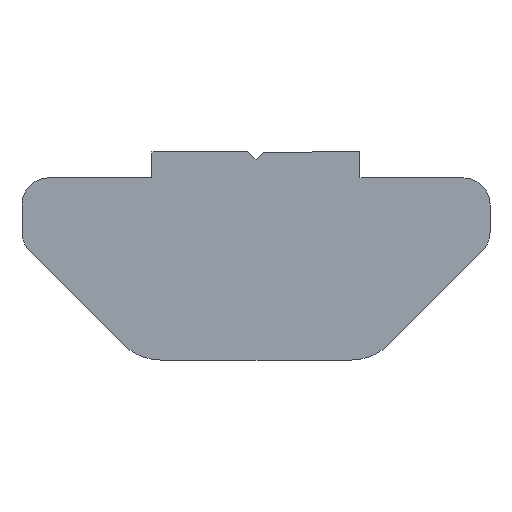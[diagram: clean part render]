
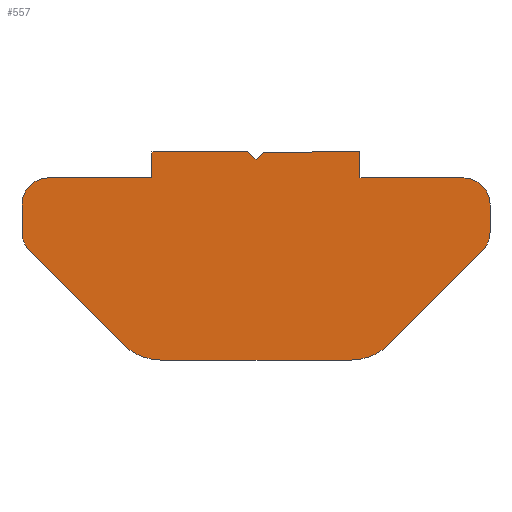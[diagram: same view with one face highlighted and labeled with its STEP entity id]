
A CAD part, front view. The second image highlights one B-rep face of the part: STEP entity #557.
In plain terms, the highlighted planar face has unit normal (0, -1, 0).
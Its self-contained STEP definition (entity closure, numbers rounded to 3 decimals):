
#35=PLANE('',#635);
#62=FACE_OUTER_BOUND('',#91,.T.);
#91=EDGE_LOOP('',(#504,#505,#506,#507,#508,#509,#510,#511,#512,#513,#514,
#515,#516,#517,#518,#519,#520,#521,#522));
#98=LINE('',#847,#151);
#108=LINE('',#868,#161);
#113=LINE('',#881,#166);
#117=LINE('',#893,#170);
#121=LINE('',#905,#174);
#125=LINE('',#917,#178);
#129=LINE('',#929,#182);
#133=LINE('',#941,#186);
#136=LINE('',#947,#189);
#138=LINE('',#951,#191);
#141=LINE('',#956,#194);
#142=LINE('',#958,#195);
#144=LINE('',#961,#197);
#151=VECTOR('',#682,3.657);
#161=VECTOR('',#702,4.);
#166=VECTOR('',#715,1.086);
#170=VECTOR('',#727,5.121);
#174=VECTOR('',#739,7.343);
#178=VECTOR('',#751,5.121);
#182=VECTOR('',#763,1.086);
#186=VECTOR('',#775,4.);
#189=VECTOR('',#780,1.);
#191=VECTOR('',#784,3.672);
#194=VECTOR('',#789,0.428);
#195=VECTOR('',#792,0.439);
#197=VECTOR('',#796,1.);
#207=CIRCLE('',#607,1.);
#209=CIRCLE('',#611,1.);
#211=CIRCLE('',#615,2.);
#213=CIRCLE('',#619,2.);
#215=CIRCLE('',#623,1.);
#217=CIRCLE('',#627,1.);
#244=VERTEX_POINT('',#844);
#245=VERTEX_POINT('',#846);
#250=VERTEX_POINT('',#865);
#251=VERTEX_POINT('',#867);
#253=VERTEX_POINT('',#873);
#255=VERTEX_POINT('',#879);
#257=VERTEX_POINT('',#885);
#259=VERTEX_POINT('',#891);
#261=VERTEX_POINT('',#897);
#263=VERTEX_POINT('',#903);
#265=VERTEX_POINT('',#909);
#267=VERTEX_POINT('',#915);
#269=VERTEX_POINT('',#921);
#271=VERTEX_POINT('',#927);
#273=VERTEX_POINT('',#933);
#275=VERTEX_POINT('',#939);
#277=VERTEX_POINT('',#945);
#278=VERTEX_POINT('',#949);
#279=VERTEX_POINT('',#954);
#302=EDGE_CURVE('',#245,#244,#98,.T.);
#312=EDGE_CURVE('',#251,#250,#108,.T.);
#316=EDGE_CURVE('',#250,#253,#207,.T.);
#319=EDGE_CURVE('',#253,#255,#113,.T.);
#322=EDGE_CURVE('',#255,#257,#209,.T.);
#325=EDGE_CURVE('',#257,#259,#117,.T.);
#328=EDGE_CURVE('',#259,#261,#211,.T.);
#331=EDGE_CURVE('',#261,#263,#121,.T.);
#334=EDGE_CURVE('',#263,#265,#213,.T.);
#337=EDGE_CURVE('',#265,#267,#125,.T.);
#340=EDGE_CURVE('',#267,#269,#215,.T.);
#343=EDGE_CURVE('',#269,#271,#129,.T.);
#346=EDGE_CURVE('',#271,#273,#217,.T.);
#349=EDGE_CURVE('',#273,#275,#133,.T.);
#352=EDGE_CURVE('',#275,#277,#136,.T.);
#354=EDGE_CURVE('',#277,#278,#138,.T.);
#357=EDGE_CURVE('',#278,#279,#141,.T.);
#358=EDGE_CURVE('',#279,#245,#142,.T.);
#360=EDGE_CURVE('',#244,#251,#144,.T.);
#504=ORIENTED_EDGE('',*,*,#312,.T.);
#505=ORIENTED_EDGE('',*,*,#316,.T.);
#506=ORIENTED_EDGE('',*,*,#319,.T.);
#507=ORIENTED_EDGE('',*,*,#322,.T.);
#508=ORIENTED_EDGE('',*,*,#325,.T.);
#509=ORIENTED_EDGE('',*,*,#328,.T.);
#510=ORIENTED_EDGE('',*,*,#331,.T.);
#511=ORIENTED_EDGE('',*,*,#334,.T.);
#512=ORIENTED_EDGE('',*,*,#337,.T.);
#513=ORIENTED_EDGE('',*,*,#340,.T.);
#514=ORIENTED_EDGE('',*,*,#343,.T.);
#515=ORIENTED_EDGE('',*,*,#346,.T.);
#516=ORIENTED_EDGE('',*,*,#349,.T.);
#517=ORIENTED_EDGE('',*,*,#352,.T.);
#518=ORIENTED_EDGE('',*,*,#354,.T.);
#519=ORIENTED_EDGE('',*,*,#357,.T.);
#520=ORIENTED_EDGE('',*,*,#358,.T.);
#521=ORIENTED_EDGE('',*,*,#302,.T.);
#522=ORIENTED_EDGE('',*,*,#360,.T.);
#557=ADVANCED_FACE('',(#62),#35,.T.);
#607=AXIS2_PLACEMENT_3D('',#875,#709,#710);
#611=AXIS2_PLACEMENT_3D('',#887,#721,#722);
#615=AXIS2_PLACEMENT_3D('',#899,#733,#734);
#619=AXIS2_PLACEMENT_3D('',#911,#745,#746);
#623=AXIS2_PLACEMENT_3D('',#923,#757,#758);
#627=AXIS2_PLACEMENT_3D('',#935,#769,#770);
#635=AXIS2_PLACEMENT_3D('',#963,#799,#800);
#682=DIRECTION('',(-1.,0.,0.));
#702=DIRECTION('',(-1.,0.,0.));
#709=DIRECTION('center_axis',(0.,-1.,0.));
#710=DIRECTION('ref_axis',(1.,0.,0.));
#715=DIRECTION('',(0.,0.,-1.));
#721=DIRECTION('center_axis',(0.,-1.,0.));
#722=DIRECTION('ref_axis',(1.,0.,0.));
#727=DIRECTION('',(0.707,0.,-0.707));
#733=DIRECTION('center_axis',(0.,-1.,0.));
#734=DIRECTION('ref_axis',(1.,0.,0.));
#739=DIRECTION('',(1.,0.,0.));
#745=DIRECTION('center_axis',(0.,-1.,0.));
#746=DIRECTION('ref_axis',(1.,0.,0.));
#751=DIRECTION('',(0.707,0.,0.707));
#757=DIRECTION('center_axis',(0.,-1.,0.));
#758=DIRECTION('ref_axis',(1.,0.,0.));
#763=DIRECTION('',(0.,0.,1.));
#769=DIRECTION('center_axis',(0.,-1.,0.));
#770=DIRECTION('ref_axis',(1.,0.,0.));
#775=DIRECTION('',(-1.,0.,0.));
#780=DIRECTION('',(0.,0.,1.));
#784=DIRECTION('',(-1.,0.,0.));
#789=DIRECTION('',(-0.767,0.,-0.641));
#792=DIRECTION('',(-0.781,0.,0.624));
#796=DIRECTION('',(0.,0.,-1.));
#799=DIRECTION('center_axis',(0.,-1.,0.));
#800=DIRECTION('ref_axis',(0.,0.,-1.));
#844=CARTESIAN_POINT('',(-4.,-10.,8.));
#846=CARTESIAN_POINT('',(-0.343,-10.,8.));
#847=CARTESIAN_POINT('',(-0.343,-10.,8.));
#865=CARTESIAN_POINT('',(-8.,-10.,7.));
#867=CARTESIAN_POINT('',(-4.,-10.,7.));
#868=CARTESIAN_POINT('',(-4.,-10.,7.));
#873=CARTESIAN_POINT('',(-9.,-10.,6.));
#875=CARTESIAN_POINT('Origin',(-8.,-10.,6.));
#879=CARTESIAN_POINT('',(-9.,-10.,4.914));
#881=CARTESIAN_POINT('',(-9.,-10.,6.));
#885=CARTESIAN_POINT('',(-8.707,-10.,4.207));
#887=CARTESIAN_POINT('Origin',(-8.,-10.,4.914));
#891=CARTESIAN_POINT('',(-5.086,-10.,0.586));
#893=CARTESIAN_POINT('',(-8.707,-10.,4.207));
#897=CARTESIAN_POINT('',(-3.672,-10.,0.));
#899=CARTESIAN_POINT('Origin',(-3.672,-10.,2.));
#903=CARTESIAN_POINT('',(3.672,-10.,0.));
#905=CARTESIAN_POINT('',(-3.672,-10.,0.));
#909=CARTESIAN_POINT('',(5.086,-10.,0.586));
#911=CARTESIAN_POINT('Origin',(3.672,-10.,2.));
#915=CARTESIAN_POINT('',(8.707,-10.,4.207));
#917=CARTESIAN_POINT('',(5.086,-10.,0.586));
#921=CARTESIAN_POINT('',(9.,-10.,4.914));
#923=CARTESIAN_POINT('Origin',(8.,-10.,4.914));
#927=CARTESIAN_POINT('',(9.,-10.,6.));
#929=CARTESIAN_POINT('',(9.,-10.,4.914));
#933=CARTESIAN_POINT('',(8.,-10.,7.));
#935=CARTESIAN_POINT('Origin',(8.,-10.,6.));
#939=CARTESIAN_POINT('',(4.,-10.,7.));
#941=CARTESIAN_POINT('',(8.,-10.,7.));
#945=CARTESIAN_POINT('',(4.,-10.,8.));
#947=CARTESIAN_POINT('',(4.,-10.,7.));
#949=CARTESIAN_POINT('',(0.328,-10.,8.));
#951=CARTESIAN_POINT('',(4.,-10.,8.));
#954=CARTESIAN_POINT('',(0.,-10.,7.726));
#956=CARTESIAN_POINT('',(0.328,-10.,8.));
#958=CARTESIAN_POINT('',(0.,-10.,7.726));
#961=CARTESIAN_POINT('',(-4.,-10.,8.));
#963=CARTESIAN_POINT('Origin',(-10.8,-10.,-0.8));
